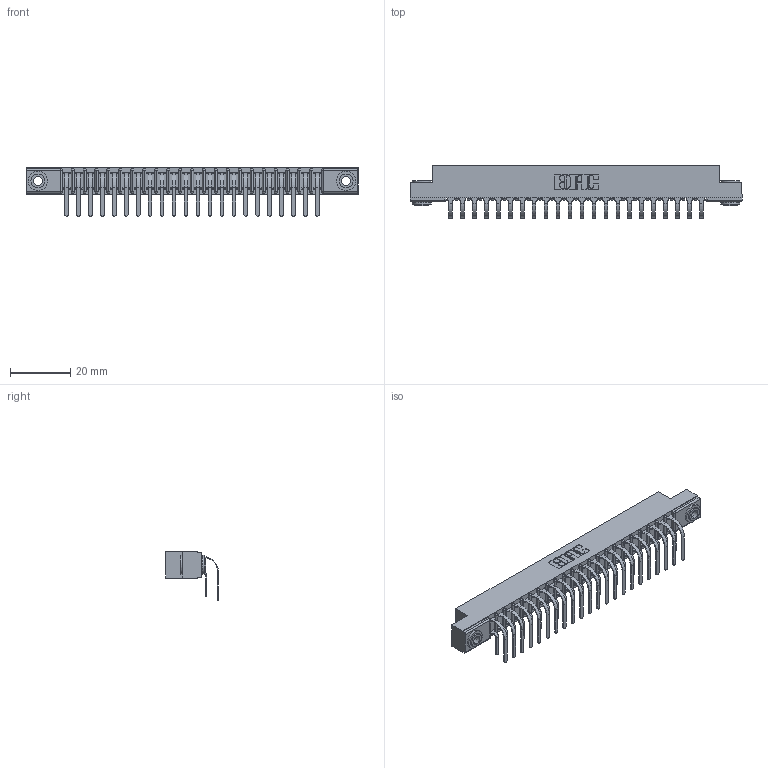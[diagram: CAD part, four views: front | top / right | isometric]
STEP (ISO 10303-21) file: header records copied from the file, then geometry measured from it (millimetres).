
FILE_DESCRIPTION (( 'STEP AP203' ), '1' );
FILE_NAME ('357-044-459-203.STEP', '2022-07-07T23:20:54', ( '' ), ( '' ), 'SwSTEP 2.0', 'SolidWorks 2020', '' );
FILE_SCHEMA (( 'CONFIG_CONTROL_DESIGN' ));
Length unit declared in the file: inch
Products named in the file (5): 357-044-459-203; 307 Part_.156 Dia Mounting Holes; 345-250-002_345-250-002-102; 307-290-001_559 - 2 (Single); 307-290-001_558 559 - 1 (Single)
Assembly tree (47 placements, depth 2):
  357-044-459-203
    307 Part_.156 Dia Mounting Holes
    307-290-001_558 559 - 1 (Single)  x22
    307-290-001_559 - 2 (Single)  x22
    345-250-002_345-250-002-102  x2
Bounding box: 110.19 x 17.51 x 16.08 mm (x, y, z)
Volume: 7374.1 mm3; surface area: 14192.3 mm2
Topology: 47 solids, 47 shells, 2393 faces, 6683 edges, 4330 vertices
Faces by surface type: plane 1546, cylinder 793, sphere 46, cone 8
Entity records: 24542 total; most frequent: CARTESIAN_POINT 4005, ORIENTED_EDGE 3958, DIRECTION 3945, EDGE_CURVE 1979, VECTOR 1501, LINE 1501, VERTEX_POINT 1282, AXIS2_PLACEMENT_3D 1222
